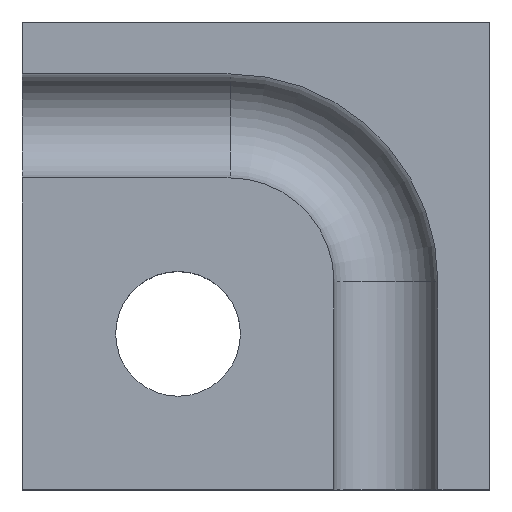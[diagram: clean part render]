
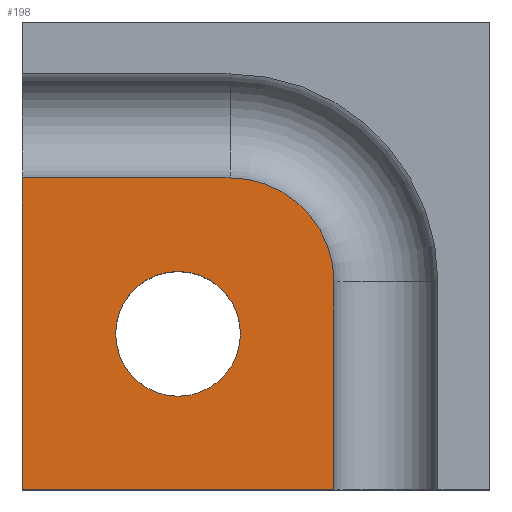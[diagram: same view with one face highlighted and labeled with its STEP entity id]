
A CAD part, top view. The second image highlights one B-rep face of the part: STEP entity #198.
In plain terms, the highlighted planar face has unit normal (0, 0, 1).
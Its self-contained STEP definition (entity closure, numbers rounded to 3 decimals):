
#19=FACE_BOUND('',#34,.T.);
#22=FACE_OUTER_BOUND('',#33,.T.);
#33=EDGE_LOOP('',(#143,#144,#145,#146,#147));
#34=EDGE_LOOP('',(#148));
#46=CIRCLE('',#225,2.);
#47=CIRCLE('',#226,1.2);
#59=LINE('',#319,#78);
#60=LINE('',#321,#79);
#61=LINE('',#323,#80);
#62=LINE('',#325,#81);
#78=VECTOR('',#255,4.);
#79=VECTOR('',#256,6.);
#80=VECTOR('',#257,6.);
#81=VECTOR('',#258,4.);
#98=VERTEX_POINT('',#317);
#99=VERTEX_POINT('',#318);
#100=VERTEX_POINT('',#320);
#101=VERTEX_POINT('',#322);
#102=VERTEX_POINT('',#324);
#103=VERTEX_POINT('',#327);
#116=EDGE_CURVE('',#98,#99,#59,.T.);
#117=EDGE_CURVE('',#98,#100,#60,.T.);
#118=EDGE_CURVE('',#100,#101,#61,.T.);
#119=EDGE_CURVE('',#102,#101,#62,.T.);
#120=EDGE_CURVE('',#99,#102,#46,.F.);
#121=EDGE_CURVE('',#103,#103,#47,.T.);
#143=ORIENTED_EDGE('',*,*,#116,.F.);
#144=ORIENTED_EDGE('',*,*,#117,.T.);
#145=ORIENTED_EDGE('',*,*,#118,.T.);
#146=ORIENTED_EDGE('',*,*,#119,.F.);
#147=ORIENTED_EDGE('',*,*,#120,.F.);
#148=ORIENTED_EDGE('',*,*,#121,.F.);
#191=PLANE('',#224);
#198=ADVANCED_FACE('',(#22,#19),#191,.F.);
#224=AXIS2_PLACEMENT_3D('',#316,#253,#254);
#225=AXIS2_PLACEMENT_3D('',#326,#259,#260);
#226=AXIS2_PLACEMENT_3D('',#328,#261,#262);
#253=DIRECTION('center_axis',(0.,0.,-1.));
#254=DIRECTION('ref_axis',(-1.,0.,0.));
#255=DIRECTION('',(1.,0.,0.));
#256=DIRECTION('',(0.,-1.,0.));
#257=DIRECTION('',(1.,0.,0.));
#258=DIRECTION('',(0.,-1.,0.));
#259=DIRECTION('center_axis',(0.,0.,1.));
#260=DIRECTION('ref_axis',(1.,0.,0.));
#261=DIRECTION('center_axis',(0.,0.,1.));
#262=DIRECTION('ref_axis',(1.,0.,0.));
#316=CARTESIAN_POINT('Origin',(0.,0.,2.286));
#317=CARTESIAN_POINT('',(-4.5,1.5,2.286));
#318=CARTESIAN_POINT('',(-0.5,1.5,2.286));
#319=CARTESIAN_POINT('',(-4.5,1.5,2.286));
#320=CARTESIAN_POINT('',(-4.5,-4.5,2.286));
#321=CARTESIAN_POINT('',(-4.5,1.5,2.286));
#322=CARTESIAN_POINT('',(1.5,-4.5,2.286));
#323=CARTESIAN_POINT('',(-4.5,-4.5,2.286));
#324=CARTESIAN_POINT('',(1.5,-0.5,2.286));
#325=CARTESIAN_POINT('',(1.5,-0.5,2.286));
#326=CARTESIAN_POINT('Origin',(-0.5,-0.5,2.286));
#327=CARTESIAN_POINT('',(-2.7,-1.5,2.286));
#328=CARTESIAN_POINT('Origin',(-1.5,-1.5,2.286));
